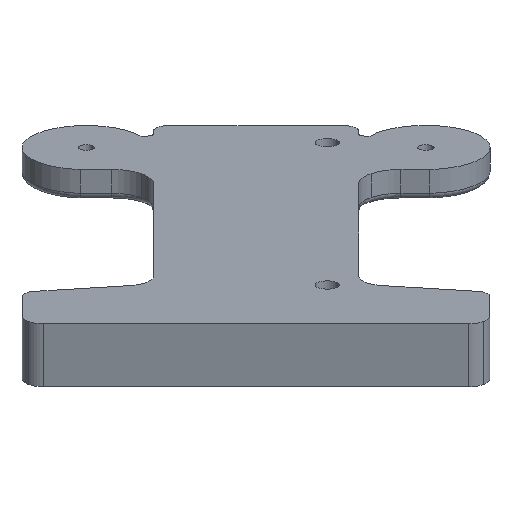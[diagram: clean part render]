
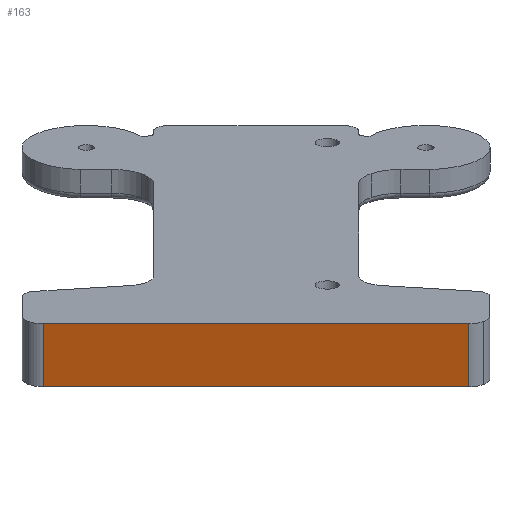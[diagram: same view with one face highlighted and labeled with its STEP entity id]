
A CAD part, front view. The second image highlights one B-rep face of the part: STEP entity #163.
In plain terms, the highlighted planar face has unit normal (0, -0.94, -0.342).
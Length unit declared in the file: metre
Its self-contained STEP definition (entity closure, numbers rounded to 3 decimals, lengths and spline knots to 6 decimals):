
#163=ADVANCED_FACE('0:185',(#455),#456,.T.);
#455=FACE_OUTER_BOUND('',#810,.T.);
#456=PLANE('',#811);
#810=EDGE_LOOP('',(#2442,#2443,#2444,#2445));
#811=AXIS2_PLACEMENT_3D('',#2446,#2447,#2448);
#2442=ORIENTED_EDGE('',*,*,#3333,.T.);
#2443=ORIENTED_EDGE('',*,*,#2982,.F.);
#2444=ORIENTED_EDGE('',*,*,#3214,.T.);
#2445=ORIENTED_EDGE('',*,*,#3334,.T.);
#2446=CARTESIAN_POINT('',(-0.020058,-0.066044,-0.030149));
#2447=DIRECTION('',(0.,-0.94,-0.342));
#2448=DIRECTION('',(-1.0,0.,0.));
#2982=EDGE_CURVE('0:893',#3475,#3477,#3478,.T.);
#3214=EDGE_CURVE('0:464',#3475,#3906,#3908,.F.);
#3333=EDGE_CURVE('0:890',#4068,#3477,#4069,.T.);
#3334=EDGE_CURVE('0:896',#3906,#4068,#4070,.F.);
#3475=VERTEX_POINT('',#4247);
#3477=VERTEX_POINT('',#4249);
#3478=LINE('',#4250,#4251);
#3906=VERTEX_POINT('',#4926);
#3908=LINE('',#4928,#4929);
#4068=VERTEX_POINT('',#5127);
#4069=LINE('',#5128,#5129);
#4070=LINE('',#5130,#5131);
#4247=CARTESIAN_POINT('',(0.010004,-0.066386,-0.029209));
#4249=CARTESIAN_POINT('',(0.010004,-0.063137,-0.038136));
#4250=CARTESIAN_POINT('',(0.010004,-0.065616,-0.031323));
#4251=VECTOR('',#5490,1.);
#4926=CARTESIAN_POINT('',(-0.050246,-0.066386,-0.029209));
#4928=CARTESIAN_POINT('',(-0.020058,-0.066386,-0.029209));
#4929=VECTOR('',#5936,1.0);
#5127=CARTESIAN_POINT('',(-0.050246,-0.063137,-0.038136));
#5128=CARTESIAN_POINT('',(-0.020058,-0.063137,-0.038136));
#5129=VECTOR('',#6215,1.0);
#5130=CARTESIAN_POINT('',(-0.050246,-0.065616,-0.031323));
#5131=VECTOR('',#6216,1.0);
#5490=DIRECTION('',(0.,0.342,-0.94));
#5936=DIRECTION('',(1.0,0.,0.));
#6215=DIRECTION('',(1.0,0.,0.));
#6216=DIRECTION('',(0.,-0.342,0.94));
